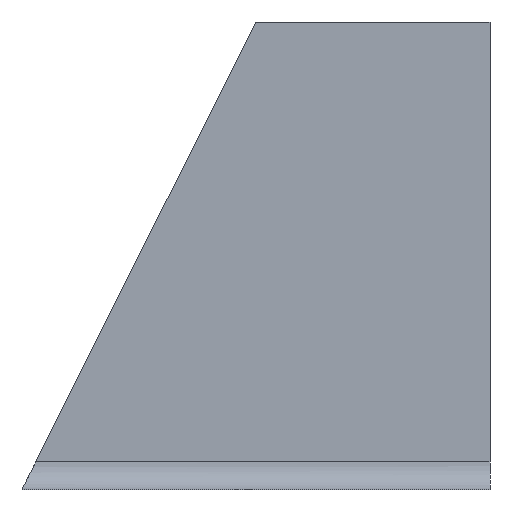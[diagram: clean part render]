
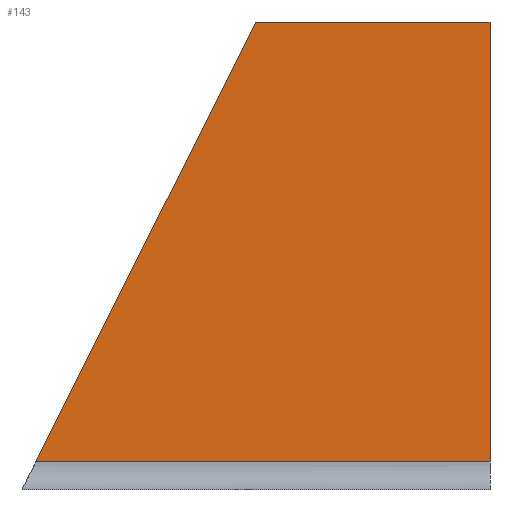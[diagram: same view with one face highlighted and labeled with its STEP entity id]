
A CAD part, left-side view. The second image highlights one B-rep face of the part: STEP entity #143.
In plain terms, the highlighted planar face has unit normal (-1, 0, 0).
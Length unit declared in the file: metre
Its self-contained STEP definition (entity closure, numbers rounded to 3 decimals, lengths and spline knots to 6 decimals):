
#41=ORIENTED_EDGE('',*,*,#75,.F.);
#42=ORIENTED_EDGE('',*,*,#76,.T.);
#43=ORIENTED_EDGE('',*,*,#77,.T.);
#44=ORIENTED_EDGE('',*,*,#67,.F.);
#67=EDGE_CURVE('',#85,#86,#97,.T.);
#75=EDGE_CURVE('',#91,#85,#103,.T.);
#76=EDGE_CURVE('',#91,#92,#104,.T.);
#77=EDGE_CURVE('',#92,#86,#105,.T.);
#85=VERTEX_POINT('',#223);
#86=VERTEX_POINT('',#225);
#91=VERTEX_POINT('',#241);
#92=VERTEX_POINT('',#243);
#97=LINE('',#224,#109);
#103=LINE('',#240,#115);
#104=LINE('',#242,#116);
#105=LINE('',#244,#117);
#109=VECTOR('',#181,1.);
#115=VECTOR('',#197,1.);
#116=VECTOR('',#198,1.);
#117=VECTOR('',#199,1.);
#122=EDGE_LOOP('',(#41,#42,#43,#44));
#130=FACE_BOUND('',#122,.T.);
#137=PLANE('',#166);
#143=ADVANCED_FACE('',(#130),#137,.F.);
#166=AXIS2_PLACEMENT_3D('',#239,#195,#196);
#181=DIRECTION('',(0.,-1.,0.));
#195=DIRECTION('',(1.,0.,0.));
#196=DIRECTION('',(0.,0.,-1.));
#197=DIRECTION('',(0.,-0.447,0.894));
#198=DIRECTION('',(0.,-1.,0.));
#199=DIRECTION('',(0.,0.,1.));
#223=CARTESIAN_POINT('',(-0.003175,0.0508,0.1016));
#224=CARTESIAN_POINT('',(-0.003175,0.1016,0.1016));
#225=CARTESIAN_POINT('',(-0.003175,0.,0.1016));
#239=CARTESIAN_POINT('',(-0.003175,0.1016,0.053975));
#240=CARTESIAN_POINT('',(-0.003175,0.08001,0.04318));
#241=CARTESIAN_POINT('',(-0.003175,0.098425,0.00635));
#242=CARTESIAN_POINT('',(-0.003175,0.1016,0.00635));
#243=CARTESIAN_POINT('',(-0.003175,0.,0.00635));
#244=CARTESIAN_POINT('',(-0.003175,0.,0.053975));
